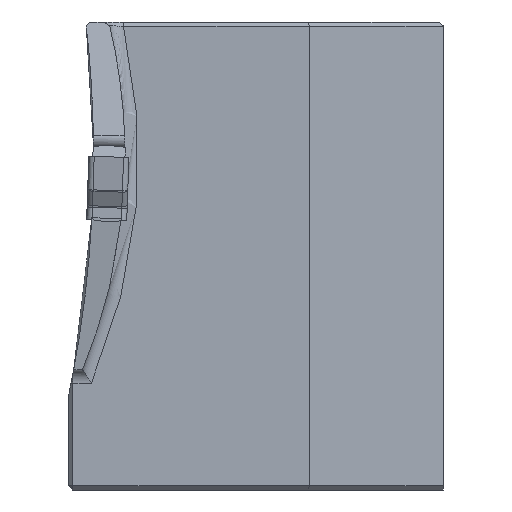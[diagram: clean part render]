
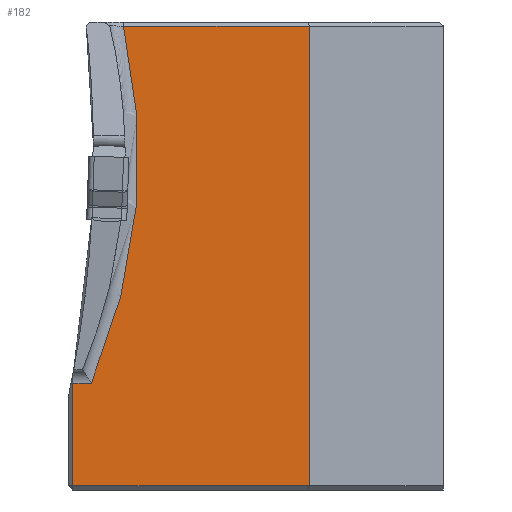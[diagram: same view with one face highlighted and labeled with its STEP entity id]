
A CAD part, left-side view. The second image highlights one B-rep face of the part: STEP entity #182.
In plain terms, the highlighted planar face has unit normal (-1, 0, 0).
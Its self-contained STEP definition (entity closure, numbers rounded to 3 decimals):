
#182=ADVANCED_FACE('',(#320),#242,.F.);
#242=PLANE('',#1608);
#320=FACE_OUTER_BOUND('',#405,.T.);
#405=EDGE_LOOP('',(#760,#761,#762,#763,#764,#765));
#452=CIRCLE('',#1607,43.);
#760=ORIENTED_EDGE('',*,*,#1173,.T.);
#761=ORIENTED_EDGE('',*,*,#1174,.T.);
#762=ORIENTED_EDGE('',*,*,#1175,.T.);
#763=ORIENTED_EDGE('',*,*,#1176,.T.);
#764=ORIENTED_EDGE('',*,*,#1177,.T.);
#765=ORIENTED_EDGE('',*,*,#1178,.T.);
#988=VERTEX_POINT('',#2490);
#989=VERTEX_POINT('',#2491);
#990=VERTEX_POINT('',#2493);
#991=VERTEX_POINT('',#2495);
#992=VERTEX_POINT('',#2497);
#993=VERTEX_POINT('',#2499);
#1173=EDGE_CURVE('',#988,#989,#1329,.T.);
#1174=EDGE_CURVE('',#989,#990,#1330,.T.);
#1175=EDGE_CURVE('',#990,#991,#1331,.T.);
#1176=EDGE_CURVE('',#991,#992,#1332,.T.);
#1177=EDGE_CURVE('',#992,#993,#1333,.T.);
#1178=EDGE_CURVE('',#993,#988,#452,.T.);
#1329=LINE('',#2489,#1475);
#1330=LINE('',#2492,#1476);
#1331=LINE('',#2494,#1477);
#1332=LINE('',#2496,#1478);
#1333=LINE('',#2498,#1479);
#1475=VECTOR('',#1965,1.);
#1476=VECTOR('',#1966,1.);
#1477=VECTOR('',#1967,1.);
#1478=VECTOR('',#1968,1.);
#1479=VECTOR('',#1969,1.);
#1607=AXIS2_PLACEMENT_3D('',#2500,#1970,#1971);
#1608=AXIS2_PLACEMENT_3D('',#2501,#1972,#1973);
#1965=DIRECTION('',(0.,1.,0.));
#1966=DIRECTION('',(0.,0.,-1.));
#1967=DIRECTION('',(0.,-1.,0.));
#1968=DIRECTION('',(0.,0.,1.));
#1969=DIRECTION('',(0.,1.,0.));
#1970=DIRECTION('',(1.,0.,0.));
#1971=DIRECTION('',(0.,0.,-1.));
#1972=DIRECTION('',(1.,0.,0.));
#1973=DIRECTION('',(0.,0.,-1.));
#2489=CARTESIAN_POINT('',(33.,2.634,-17.));
#2490=CARTESIAN_POINT('',(33.,1.303,-17.));
#2491=CARTESIAN_POINT('',(33.,2.7,-17.));
#2492=CARTESIAN_POINT('',(33.,2.7,0.));
#2493=CARTESIAN_POINT('',(33.,2.7,-24.7));
#2494=CARTESIAN_POINT('',(33.,40.8,-24.7));
#2495=CARTESIAN_POINT('',(33.,-15.,-24.7));
#2496=CARTESIAN_POINT('',(33.,-15.,10.));
#2497=CARTESIAN_POINT('',(33.,-15.,9.7));
#2498=CARTESIAN_POINT('',(33.,40.8,9.7));
#2499=CARTESIAN_POINT('',(33.,-1.092,9.7));
#2500=CARTESIAN_POINT('',(33.,40.8,0.));
#2501=CARTESIAN_POINT('',(33.,40.8,0.));
